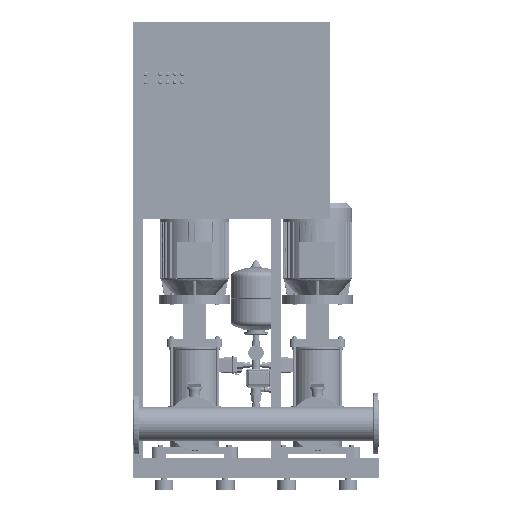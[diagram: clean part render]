
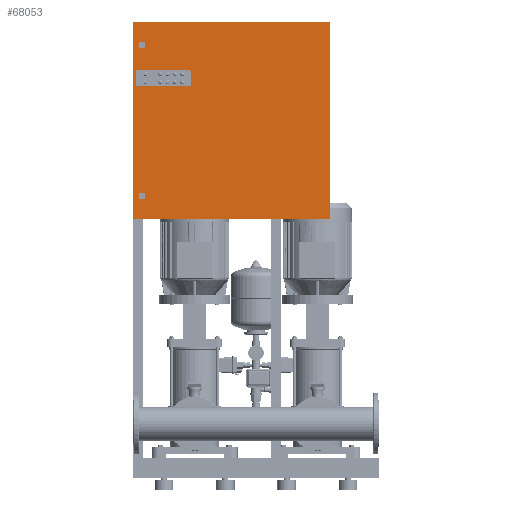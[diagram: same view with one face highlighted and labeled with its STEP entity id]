
A CAD part, front view. The second image highlights one B-rep face of the part: STEP entity #68053.
In plain terms, the highlighted planar face has unit normal (0, -1, 0).
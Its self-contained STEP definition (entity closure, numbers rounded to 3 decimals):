
#67312=CARTESIAN_POINT('',(800.0,-565.0,1905.0));
#67313=VERTEX_POINT('',#67312);
#67314=CARTESIAN_POINT('',(800.0,-565.0,1105.0));
#67315=VERTEX_POINT('',#67314);
#67316=CARTESIAN_POINT('',(800.0,-565.0,1905.0));
#67317=DIRECTION('',(0.0,0.0,-1.0));
#67318=VECTOR('',#67317,800.0);
#67319=LINE('',#67316,#67318);
#67320=EDGE_CURVE('',#67313,#67315,#67319,.T.);
#67429=CARTESIAN_POINT('',(15.,-565.0,1710.0));
#67430=VERTEX_POINT('',#67429);
#67437=CARTESIAN_POINT('',(10.,-565.0,1705.0));
#67438=VERTEX_POINT('',#67437);
#67439=CARTESIAN_POINT('',(15.,-565.,1705.0));
#67440=DIRECTION('',(0.0,1.,0.0));
#67441=DIRECTION('',(-0.707,0.0,0.707));
#67442=AXIS2_PLACEMENT_3D('',#67439,#67440,#67441);
#67443=CIRCLE('',#67442,5.);
#67444=EDGE_CURVE('',#67438,#67430,#67443,.T.);
#67461=CARTESIAN_POINT('',(10.,-565.0,1648.0));
#67462=VERTEX_POINT('',#67461);
#67463=CARTESIAN_POINT('',(10.,-565.0,1648.0));
#67464=DIRECTION('',(0.0,0.0,1.0));
#67465=VECTOR('',#67464,57.0);
#67466=LINE('',#67463,#67465);
#67467=EDGE_CURVE('',#67462,#67438,#67466,.T.);
#67484=CARTESIAN_POINT('',(15.,-565.0,1643.0));
#67485=VERTEX_POINT('',#67484);
#67486=CARTESIAN_POINT('',(15.,-565.,1648.0));
#67487=DIRECTION('',(0.0,1.,0.0));
#67488=DIRECTION('',(-0.707,0.0,-0.707));
#67489=AXIS2_PLACEMENT_3D('',#67486,#67487,#67488);
#67490=CIRCLE('',#67489,5.);
#67491=EDGE_CURVE('',#67485,#67462,#67490,.T.);
#67511=CARTESIAN_POINT('',(229.0,-565.0,1710.0));
#67512=VERTEX_POINT('',#67511);
#67519=CARTESIAN_POINT('',(15.,-565.0,1710.0));
#67520=DIRECTION('',(1.0,0.0,0.0));
#67521=VECTOR('',#67520,214.);
#67522=LINE('',#67519,#67521);
#67523=EDGE_CURVE('',#67430,#67512,#67522,.T.);
#67534=CARTESIAN_POINT('',(229.0,-565.0,1643.0));
#67535=VERTEX_POINT('',#67534);
#67536=CARTESIAN_POINT('',(229.0,-565.0,1643.0));
#67537=DIRECTION('',(-1.0,0.0,0.0));
#67538=VECTOR('',#67537,214.);
#67539=LINE('',#67536,#67538);
#67540=EDGE_CURVE('',#67535,#67485,#67539,.T.);
#67559=CARTESIAN_POINT('',(234.0,-565.0,1648.0));
#67560=VERTEX_POINT('',#67559);
#67561=CARTESIAN_POINT('',(229.0,-565.,1648.0));
#67562=DIRECTION('',(0.0,1.0,0.0));
#67563=DIRECTION('',(0.0,0.0,1.0));
#67564=AXIS2_PLACEMENT_3D('',#67561,#67562,#67563);
#67565=CIRCLE('',#67564,5.);
#67566=EDGE_CURVE('',#67560,#67535,#67565,.T.);
#67584=CARTESIAN_POINT('',(234.0,-565.0,1705.0));
#67585=VERTEX_POINT('',#67584);
#67586=CARTESIAN_POINT('',(234.0,-565.0,1705.0));
#67587=DIRECTION('',(0.0,0.0,-1.0));
#67588=VECTOR('',#67587,57.0);
#67589=LINE('',#67586,#67588);
#67590=EDGE_CURVE('',#67585,#67560,#67589,.T.);
#67608=CARTESIAN_POINT('',(229.0,-565.,1705.0));
#67609=DIRECTION('',(0.0,1.0,0.0));
#67610=DIRECTION('',(-1.0,0.0,0.0));
#67611=AXIS2_PLACEMENT_3D('',#67608,#67609,#67610);
#67612=CIRCLE('',#67611,5.);
#67613=EDGE_CURVE('',#67512,#67585,#67612,.T.);
#67665=CARTESIAN_POINT('',(50.,-565.,1825.0));
#67666=VERTEX_POINT('',#67665);
#67673=CARTESIAN_POINT('',(25.,-565.,1825.0));
#67674=VERTEX_POINT('',#67673);
#67675=CARTESIAN_POINT('',(25.,-565.,1825.0));
#67676=DIRECTION('',(1.0,0.0,0.0));
#67677=VECTOR('',#67676,25.0);
#67678=LINE('',#67675,#67677);
#67679=EDGE_CURVE('',#67674,#67666,#67678,.T.);
#67697=CARTESIAN_POINT('',(25.0,-565.,1800.0));
#67698=VERTEX_POINT('',#67697);
#67699=CARTESIAN_POINT('',(25.0,-565.,1800.0));
#67700=DIRECTION('',(0.0,0.0,1.0));
#67701=VECTOR('',#67700,25.0);
#67702=LINE('',#67699,#67701);
#67703=EDGE_CURVE('',#67698,#67674,#67702,.T.);
#67721=CARTESIAN_POINT('',(50.,-565.,1800.0));
#67722=VERTEX_POINT('',#67721);
#67723=CARTESIAN_POINT('',(50.,-565.,1800.0));
#67724=DIRECTION('',(-1.0,0.0,0.0));
#67725=VECTOR('',#67724,25.);
#67726=LINE('',#67723,#67725);
#67727=EDGE_CURVE('',#67722,#67698,#67726,.T.);
#67745=CARTESIAN_POINT('',(50.,-565.,1825.0));
#67746=DIRECTION('',(0.0,0.0,-1.0));
#67747=VECTOR('',#67746,25.0);
#67748=LINE('',#67745,#67747);
#67749=EDGE_CURVE('',#67666,#67722,#67748,.T.);
#67770=CARTESIAN_POINT('',(0.,-565.0,1105.0));
#67771=VERTEX_POINT('',#67770);
#67778=CARTESIAN_POINT('',(0.,-565.0,1905.0));
#67779=VERTEX_POINT('',#67778);
#67780=CARTESIAN_POINT('',(0.,-565.0,1105.0));
#67781=DIRECTION('',(0.0,0.0,1.0));
#67782=VECTOR('',#67781,800.0);
#67783=LINE('',#67780,#67782);
#67784=EDGE_CURVE('',#67771,#67779,#67783,.T.);
#67850=CARTESIAN_POINT('',(50.,-565.,1185.0));
#67851=VERTEX_POINT('',#67850);
#67858=CARTESIAN_POINT('',(50.,-565.,1210.0));
#67859=VERTEX_POINT('',#67858);
#67860=CARTESIAN_POINT('',(50.,-565.,1210.0));
#67861=DIRECTION('',(0.0,0.0,-1.0));
#67862=VECTOR('',#67861,25.0);
#67863=LINE('',#67860,#67862);
#67864=EDGE_CURVE('',#67859,#67851,#67863,.T.);
#67888=CARTESIAN_POINT('',(25.,-565.,1185.0));
#67889=VERTEX_POINT('',#67888);
#67896=CARTESIAN_POINT('',(50.,-565.,1185.0));
#67897=DIRECTION('',(-1.0,0.0,0.0));
#67898=VECTOR('',#67897,25.);
#67899=LINE('',#67896,#67898);
#67900=EDGE_CURVE('',#67851,#67889,#67899,.T.);
#67919=CARTESIAN_POINT('',(25.,-565.,1210.0));
#67920=VERTEX_POINT('',#67919);
#67927=CARTESIAN_POINT('',(25.,-565.,1185.0));
#67928=DIRECTION('',(0.0,0.0,1.0));
#67929=VECTOR('',#67928,25.0);
#67930=LINE('',#67927,#67929);
#67931=EDGE_CURVE('',#67889,#67920,#67930,.T.);
#67949=CARTESIAN_POINT('',(25.,-565.,1210.0));
#67950=DIRECTION('',(1.0,0.0,0.0));
#67951=VECTOR('',#67950,25.);
#67952=LINE('',#67949,#67951);
#67953=EDGE_CURVE('',#67920,#67859,#67952,.T.);
#67998=CARTESIAN_POINT('',(0.,-565.0,1905.0));
#67999=DIRECTION('',(1.0,0.0,0.0));
#68000=VECTOR('',#67999,800.0);
#68001=LINE('',#67998,#68000);
#68002=EDGE_CURVE('',#67779,#67313,#68001,.T.);
#68015=CARTESIAN_POINT('',(300.,-565.,1325.0));
#68016=DIRECTION('',(0.0,-1.0,0.0));
#68017=DIRECTION('',(1.0,0.0,0.0));
#68018=AXIS2_PLACEMENT_3D('',#68015,#68016,#68017);
#68019=PLANE('',#68018);
#68020=CARTESIAN_POINT('',(800.0,-565.0,1105.0));
#68021=DIRECTION('',(-1.0,0.0,0.0));
#68022=VECTOR('',#68021,800.);
#68023=LINE('',#68020,#68022);
#68024=EDGE_CURVE('',#67315,#67771,#68023,.T.);
#68025=ORIENTED_EDGE('',*,*,#68024,.F.);
#68026=ORIENTED_EDGE('',*,*,#67320,.F.);
#68027=ORIENTED_EDGE('',*,*,#68002,.F.);
#68028=ORIENTED_EDGE('',*,*,#67784,.F.);
#68029=EDGE_LOOP('',(#68025,#68026,#68027,#68028));
#68030=FACE_OUTER_BOUND('',#68029,.T.);
#68031=ORIENTED_EDGE('',*,*,#67864,.T.);
#68032=ORIENTED_EDGE('',*,*,#67900,.T.);
#68033=ORIENTED_EDGE('',*,*,#67931,.T.);
#68034=ORIENTED_EDGE('',*,*,#67953,.T.);
#68035=EDGE_LOOP('',(#68031,#68032,#68033,#68034));
#68036=FACE_BOUND('',#68035,.T.);
#68037=ORIENTED_EDGE('',*,*,#67444,.T.);
#68038=ORIENTED_EDGE('',*,*,#67523,.T.);
#68039=ORIENTED_EDGE('',*,*,#67613,.T.);
#68040=ORIENTED_EDGE('',*,*,#67590,.T.);
#68041=ORIENTED_EDGE('',*,*,#67566,.T.);
#68042=ORIENTED_EDGE('',*,*,#67540,.T.);
#68043=ORIENTED_EDGE('',*,*,#67491,.T.);
#68044=ORIENTED_EDGE('',*,*,#67467,.T.);
#68045=EDGE_LOOP('',(#68037,#68038,#68039,#68040,#68041,#68042,#68043,#68044));
#68046=FACE_BOUND('',#68045,.T.);
#68047=ORIENTED_EDGE('',*,*,#67679,.T.);
#68048=ORIENTED_EDGE('',*,*,#67749,.T.);
#68049=ORIENTED_EDGE('',*,*,#67727,.T.);
#68050=ORIENTED_EDGE('',*,*,#67703,.T.);
#68051=EDGE_LOOP('',(#68047,#68048,#68049,#68050));
#68052=FACE_BOUND('',#68051,.T.);
#68053=ADVANCED_FACE('',(#68030,#68036,#68046,#68052),#68019,.T.);
